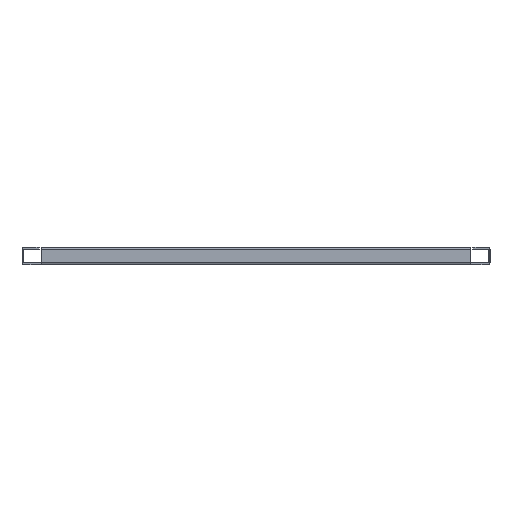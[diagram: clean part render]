
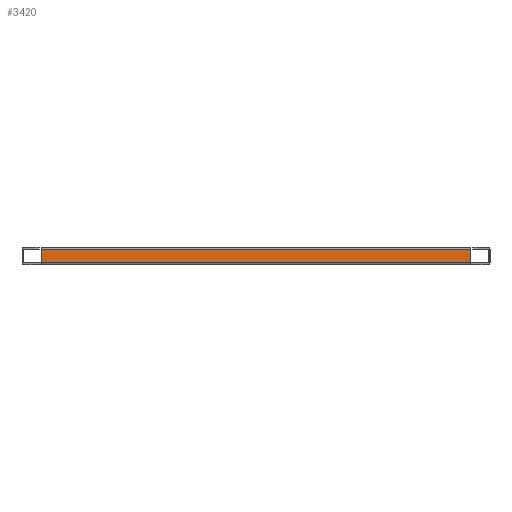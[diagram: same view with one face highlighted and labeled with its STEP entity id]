
A CAD part, left-side view. The second image highlights one B-rep face of the part: STEP entity #3420.
In plain terms, the highlighted planar face has unit normal (-1, 0, 0).
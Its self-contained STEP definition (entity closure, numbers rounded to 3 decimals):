
#2058 = AXIS2_PLACEMENT_3D ( 'NONE', #5021, #5031, #5032 ) ;
#2210 = FACE_OUTER_BOUND ( 'NONE', #3060, .T. ) ;
#2358 = LINE ( 'NONE', #5573, #2519 ) ;
#2507 = LINE ( 'NONE', #5557, #2517 ) ;
#2517 = VECTOR ( 'NONE', #5574, 1000. ) ;
#2519 = VECTOR ( 'NONE', #5576, 1000. ) ;
#2531 = LINE ( 'NONE', #5587, #2532 ) ;
#2532 = VECTOR ( 'NONE', #5588, 1000. ) ;
#2537 = LINE ( 'NONE', #5593, #2538 ) ;
#2538 = VECTOR ( 'NONE', #5594, 1000. ) ;
#2866 = ORIENTED_EDGE ( 'NONE', *, *, #3601, .T. ) ;
#2888 = ORIENTED_EDGE ( 'NONE', *, *, #3610, .T. ) ;
#2936 = ORIENTED_EDGE ( 'NONE', *, *, #3607, .T. ) ;
#2989 = ORIENTED_EDGE ( 'NONE', *, *, #3600, .F. ) ;
#3060 = EDGE_LOOP ( 'NONE', ( #2888, #2936, #2989, #2866 ) ) ;
#3420 = ADVANCED_FACE ( 'NONE', ( #2210 ), #5026, .F. ) ;
#3600 = EDGE_CURVE ( 'NONE', #3852, #3857, #2507, .T. ) ;
#3601 = EDGE_CURVE ( 'NONE', #3852, #3851, #2358, .T. ) ;
#3607 = EDGE_CURVE ( 'NONE', #3855, #3857, #2531, .T. ) ;
#3610 = EDGE_CURVE ( 'NONE', #3851, #3855, #2537, .T. ) ;
#3851 = VERTEX_POINT ( 'NONE', #5902 ) ;
#3852 = VERTEX_POINT ( 'NONE', #5903 ) ;
#3855 = VERTEX_POINT ( 'NONE', #5906 ) ;
#3857 = VERTEX_POINT ( 'NONE', #5908 ) ;
#5021 = CARTESIAN_POINT ( 'NONE',  ( -741.51, 314.5, 2.5 ) ) ;
#5026 = PLANE ( 'NONE',  #2058 ) ;
#5031 = DIRECTION ( 'NONE',  ( 1., 0., 0. ) ) ;
#5032 = DIRECTION ( 'NONE',  ( 0., 0., -1. ) ) ;
#5557 = CARTESIAN_POINT ( 'NONE',  ( -741.51, 314.5, 2.51 ) ) ;
#5573 = CARTESIAN_POINT ( 'NONE',  ( -741.51, -314.5, 2.5 ) ) ;
#5574 = DIRECTION ( 'NONE',  ( 0., 1., 0. ) ) ;
#5576 = DIRECTION ( 'NONE',  ( 0., 0., 1. ) ) ;
#5587 = CARTESIAN_POINT ( 'NONE',  ( -741.51, 314.5, 2.5 ) ) ;
#5588 = DIRECTION ( 'NONE',  ( 0., 0., -1. ) ) ;
#5593 = CARTESIAN_POINT ( 'NONE',  ( -741.51, -314.5, 22.49 ) ) ;
#5594 = DIRECTION ( 'NONE',  ( 0., 1., 0. ) ) ;
#5902 = CARTESIAN_POINT ( 'NONE',  ( -741.51, -314.5, 22.49 ) ) ;
#5903 = CARTESIAN_POINT ( 'NONE',  ( -741.51, -314.5, 2.51 ) ) ;
#5906 = CARTESIAN_POINT ( 'NONE',  ( -741.51, 314.5, 22.49 ) ) ;
#5908 = CARTESIAN_POINT ( 'NONE',  ( -741.51, 314.5, 2.51 ) ) ;
